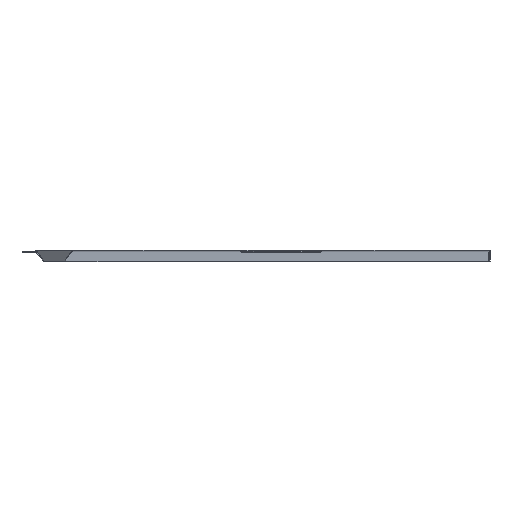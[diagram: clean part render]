
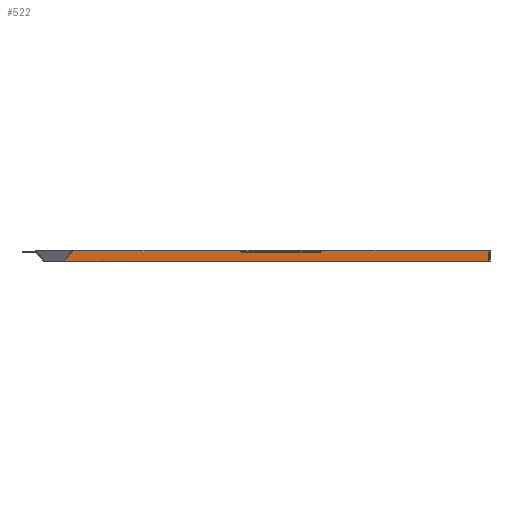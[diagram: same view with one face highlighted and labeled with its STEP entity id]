
A CAD part, top view. The second image highlights one B-rep face of the part: STEP entity #522.
In plain terms, the highlighted planar face has unit normal (0, 0, 1).
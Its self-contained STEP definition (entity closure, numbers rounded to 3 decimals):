
#87 = DIRECTION ( 'NONE',  ( 1., 0., 0. ) ) ;
#92 = LINE ( 'NONE', #1943, #1725 ) ;
#103 = ORIENTED_EDGE ( 'NONE', *, *, #928, .T. ) ;
#122 = CARTESIAN_POINT ( 'NONE',  ( 271.5, -1.7, -272.5 ) ) ;
#166 = VECTOR ( 'NONE', #1675, 1000. ) ;
#201 = VERTEX_POINT ( 'NONE', #1857 ) ;
#218 = CARTESIAN_POINT ( 'NONE',  ( -271.5, -1.7, -272.5 ) ) ;
#288 = PLANE ( 'NONE',  #755 ) ;
#305 = EDGE_LOOP ( 'NONE', ( #103, #782, #1839, #1640, #1187, #1811, #330 ) ) ;
#330 = ORIENTED_EDGE ( 'NONE', *, *, #1378, .F. ) ;
#350 = VERTEX_POINT ( 'NONE', #1269 ) ;
#376 = EDGE_CURVE ( 'NONE', #350, #201, #1724, .T. ) ;
#436 = DIRECTION ( 'NONE',  ( 0., 0., -1. ) ) ;
#443 = VECTOR ( 'NONE', #1676, 1000. ) ;
#454 = DIRECTION ( 'NONE',  ( 0., 1., 0. ) ) ;
#473 = VECTOR ( 'NONE', #87, 1000. ) ;
#522 = ADVANCED_FACE ( 'NONE', ( #1981 ), #288, .F. ) ;
#537 = CARTESIAN_POINT ( 'NONE',  ( 271.5, -1.7, -272.5 ) ) ;
#645 = LINE ( 'NONE', #1821, #1842 ) ;
#686 = DIRECTION ( 'NONE',  ( 0., 1., 0. ) ) ;
#715 = DIRECTION ( 'NONE',  ( 0., 1., 0. ) ) ;
#718 = VERTEX_POINT ( 'NONE', #218 ) ;
#755 = AXIS2_PLACEMENT_3D ( 'NONE', #1062, #436, #454 ) ;
#782 = ORIENTED_EDGE ( 'NONE', *, *, #1681, .T. ) ;
#792 = VERTEX_POINT ( 'NONE', #122 ) ;
#928 = EDGE_CURVE ( 'NONE', #718, #1307, #1308, .T. ) ;
#991 = VERTEX_POINT ( 'NONE', #1075 ) ;
#1049 = DIRECTION ( 'NONE',  ( 1., 0., 0. ) ) ;
#1062 = CARTESIAN_POINT ( 'NONE',  ( 0., 0., -272.5 ) ) ;
#1075 = CARTESIAN_POINT ( 'NONE',  ( -271.5, -0.7, -272.5 ) ) ;
#1137 = VECTOR ( 'NONE', #686, 1000. ) ;
#1187 = ORIENTED_EDGE ( 'NONE', *, *, #1584, .T. ) ;
#1194 = LINE ( 'NONE', #537, #1137 ) ;
#1269 = CARTESIAN_POINT ( 'NONE',  ( -261.5, -13., -272.5 ) ) ;
#1307 = VERTEX_POINT ( 'NONE', #1477 ) ;
#1308 = LINE ( 'NONE', #1371, #443 ) ;
#1371 = CARTESIAN_POINT ( 'NONE',  ( -271.5, 0., -272.5 ) ) ;
#1378 = EDGE_CURVE ( 'NONE', #718, #991, #92, .T. ) ;
#1473 = LINE ( 'NONE', #1516, #166 ) ;
#1477 = CARTESIAN_POINT ( 'NONE',  ( -271.5, -3., -272.5 ) ) ;
#1496 = DIRECTION ( 'NONE',  ( 0., 1., 0. ) ) ;
#1516 = CARTESIAN_POINT ( 'NONE',  ( -271.5, -3., -272.5 ) ) ;
#1527 = CARTESIAN_POINT ( 'NONE',  ( 0., -0.7, -272.5 ) ) ;
#1584 = EDGE_CURVE ( 'NONE', #792, #1835, #1194, .T. ) ;
#1640 = ORIENTED_EDGE ( 'NONE', *, *, #1665, .T. ) ;
#1665 = EDGE_CURVE ( 'NONE', #201, #792, #645, .T. ) ;
#1675 = DIRECTION ( 'NONE',  ( 0.707, -0.707, 0. ) ) ;
#1676 = DIRECTION ( 'NONE',  ( 0., -1., 0. ) ) ;
#1681 = EDGE_CURVE ( 'NONE', #1307, #350, #1473, .T. ) ;
#1722 = VECTOR ( 'NONE', #1049, 1000. ) ;
#1724 = LINE ( 'NONE', #1823, #473 ) ;
#1725 = VECTOR ( 'NONE', #1496, 1000. ) ;
#1761 = LINE ( 'NONE', #1527, #1722 ) ;
#1795 = CARTESIAN_POINT ( 'NONE',  ( 271.5, -0.7, -272.5 ) ) ;
#1811 = ORIENTED_EDGE ( 'NONE', *, *, #1913, .F. ) ;
#1821 = CARTESIAN_POINT ( 'NONE',  ( 271.5, 0., -272.5 ) ) ;
#1823 = CARTESIAN_POINT ( 'NONE',  ( 0., -13., -272.5 ) ) ;
#1835 = VERTEX_POINT ( 'NONE', #1795 ) ;
#1839 = ORIENTED_EDGE ( 'NONE', *, *, #376, .T. ) ;
#1842 = VECTOR ( 'NONE', #715, 1000. ) ;
#1857 = CARTESIAN_POINT ( 'NONE',  ( 271.5, -13., -272.5 ) ) ;
#1913 = EDGE_CURVE ( 'NONE', #991, #1835, #1761, .T. ) ;
#1943 = CARTESIAN_POINT ( 'NONE',  ( -271.5, 0., -272.5 ) ) ;
#1981 = FACE_OUTER_BOUND ( 'NONE', #305, .T. ) ;
